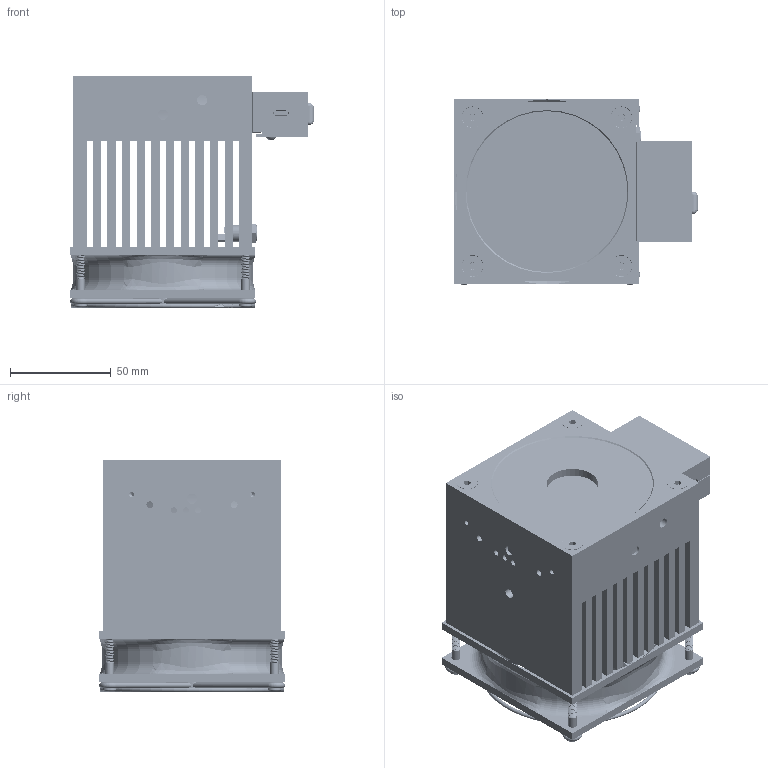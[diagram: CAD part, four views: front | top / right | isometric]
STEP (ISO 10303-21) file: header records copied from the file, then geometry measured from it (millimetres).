
FILE_DESCRIPTION (( 'STEP AP214' ), '1' );
FILE_NAME ('SK-9728A UP25N-250F-H12-BLU.STEP', '2024-05-17T17:35:35', ( '' ), ( '' ), 'SwSTEP 2.0', 'SolidWorks 2020', '' );
FILE_SCHEMA (( 'AUTOMOTIVE_DESIGN' ));
Length unit declared in the file: millimetre
Products named in the file (1): SK-9728A UP25N-250F-H12-BLU
Bounding box: 121.27 x 92.41 x 115.25 mm (x, y, z)
Volume: 598536.2 mm3; surface area: 250442.1 mm2
Topology: 18 solids, 21 shells, 1443 faces, 3813 edges, 2470 vertices
Faces by surface type: plane 617, cylinder 351, bspline 325, cone 122, torus 26, sphere 2
Full cylindrical faces by diameter (mm): 2.5 x4, 2.7 x8, 2.845 x1, 3 x4, 3.175 x2, 3.18 x2, 3.25 x3, 3.3 x4, 3.454 x4, 3.797 x4, 4.166 x112, 4.3 x8, 5 x2, 5.105 x9, 5.41 x1, 5.6 x1, 5.613 x4, 6.289 x1, 6.858 x4, 7.2 x1, 7.8 x1, 8 x1, 8.3 x1, 10.439 x4, 11 x1, 25.6 x1, 30 x1, 30.5 x1, 40 x1, 55 x1
Entity records: 96389 total; most frequent: CARTESIAN_POINT 52163, ORIENTED_EDGE 6482, DIRECTION 4974, EDGE_CURVE 3241, VERTEX_POINT 2167, LINE 1782, VECTOR 1782, EDGE_LOOP 1682
